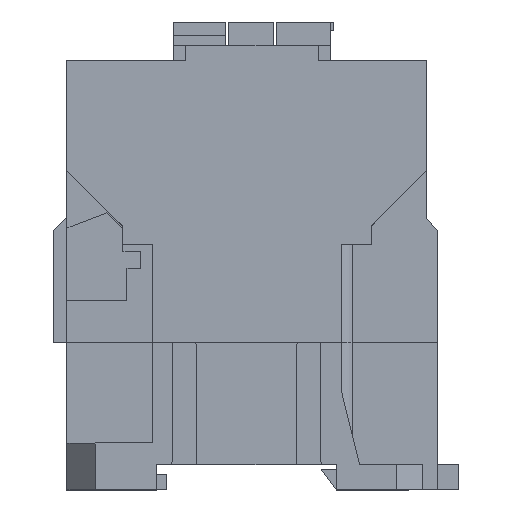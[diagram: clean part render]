
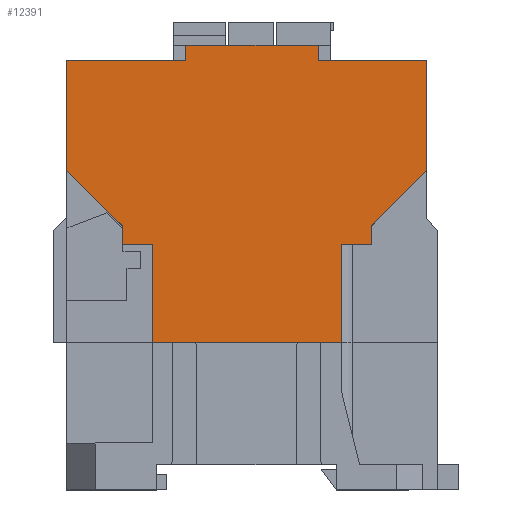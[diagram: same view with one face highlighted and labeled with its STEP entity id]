
A CAD part, top view. The second image highlights one B-rep face of the part: STEP entity #12391.
In plain terms, the highlighted planar face has unit normal (0, 0, 1).
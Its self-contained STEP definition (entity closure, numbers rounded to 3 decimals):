
#51 = LINE ( 'NONE', #1270, #56 ) ;
#54 = VECTOR ( 'NONE', #1277, 1000. ) ;
#56 = VECTOR ( 'NONE', #1274, 1000. ) ;
#57 = LINE ( 'NONE', #1273, #54 ) ;
#138 = LINE ( 'NONE', #1962, #141 ) ;
#141 = VECTOR ( 'NONE', #1964, 1000. ) ;
#148 = LINE ( 'NONE', #1972, #151 ) ;
#150 = LINE ( 'NONE', #1974, #153 ) ;
#151 = VECTOR ( 'NONE', #1973, 1000. ) ;
#153 = VECTOR ( 'NONE', #1976, 1000. ) ;
#164 = LINE ( 'NONE', #1987, #167 ) ;
#167 = VECTOR ( 'NONE', #1988, 1000. ) ;
#840 = CARTESIAN_POINT ( 'NONE',  ( -43.088, 7.906, 26.285 ) ) ;
#841 = CARTESIAN_POINT ( 'NONE',  ( -43.088, 11.606, 26.285 ) ) ;
#842 = CARTESIAN_POINT ( 'NONE',  ( -37.088, 7.906, 26.285 ) ) ;
#844 = CARTESIAN_POINT ( 'NONE',  ( -37.088, -11.694, 26.285 ) ) ;
#884 = CARTESIAN_POINT ( 'NONE',  ( 0.512, 7.906, 26.285 ) ) ;
#935 = CARTESIAN_POINT ( 'NONE',  ( -54.288, 44.706, 26.285 ) ) ;
#937 = CARTESIAN_POINT ( 'NONE',  ( -54.288, 22.606, 26.285 ) ) ;
#969 = CARTESIAN_POINT ( 'NONE',  ( 17.512, 22.606, 26.285 ) ) ;
#970 = CARTESIAN_POINT ( 'NONE',  ( 17.512, 44.706, 26.285 ) ) ;
#983 = CARTESIAN_POINT ( 'NONE',  ( 6.512, 7.906, 26.285 ) ) ;
#986 = CARTESIAN_POINT ( 'NONE',  ( 6.512, 11.606, 26.285 ) ) ;
#988 = CARTESIAN_POINT ( 'NONE',  ( -4.088, 47.706, 26.285 ) ) ;
#993 = CARTESIAN_POINT ( 'NONE',  ( -4.088, 44.706, 26.285 ) ) ;
#994 = CARTESIAN_POINT ( 'NONE',  ( -30.488, 44.706, 26.285 ) ) ;
#995 = CARTESIAN_POINT ( 'NONE',  ( -30.488, 47.706, 26.285 ) ) ;
#1009 = CARTESIAN_POINT ( 'NONE',  ( 0.512, -11.694, 26.285 ) ) ;
#1270 = CARTESIAN_POINT ( 'NONE',  ( -30.488, 47.706, 26.285 ) ) ;
#1273 = CARTESIAN_POINT ( 'NONE',  ( 17.512, 44.706, 26.285 ) ) ;
#1274 = DIRECTION ( 'NONE',  ( 0., -1., 0. ) ) ;
#1277 = DIRECTION ( 'NONE',  ( -1., 0., 0. ) ) ;
#1962 = CARTESIAN_POINT ( 'NONE',  ( -37.088, -66.994, 26.285 ) ) ;
#1964 = DIRECTION ( 'NONE',  ( 0., 1., 0. ) ) ;
#1972 = CARTESIAN_POINT ( 'NONE',  ( -43.088, 7.906, 26.285 ) ) ;
#1973 = DIRECTION ( 'NONE',  ( -1., 0., 0. ) ) ;
#1974 = CARTESIAN_POINT ( 'NONE',  ( -43.088, 11.606, 26.285 ) ) ;
#1976 = DIRECTION ( 'NONE',  ( 0., 1., 0. ) ) ;
#1987 = CARTESIAN_POINT ( 'NONE',  ( -54.288, 22.606, 26.285 ) ) ;
#1988 = DIRECTION ( 'NONE',  ( -0.713, 0.701, 0. ) ) ;
#3692 = ORIENTED_EDGE ( 'NONE', *, *, #9344, .F. ) ;
#3695 = ORIENTED_EDGE ( 'NONE', *, *, #4821, .T. ) ;
#3785 = VERTEX_POINT ( 'NONE', #840 ) ;
#3786 = VERTEX_POINT ( 'NONE', #841 ) ;
#3787 = VERTEX_POINT ( 'NONE', #842 ) ;
#3789 = VERTEX_POINT ( 'NONE', #844 ) ;
#3829 = VERTEX_POINT ( 'NONE', #884 ) ;
#3880 = VERTEX_POINT ( 'NONE', #935 ) ;
#3882 = VERTEX_POINT ( 'NONE', #937 ) ;
#3914 = VERTEX_POINT ( 'NONE', #969 ) ;
#3915 = VERTEX_POINT ( 'NONE', #970 ) ;
#3928 = VERTEX_POINT ( 'NONE', #983 ) ;
#3931 = VERTEX_POINT ( 'NONE', #986 ) ;
#3933 = VERTEX_POINT ( 'NONE', #988 ) ;
#3938 = VERTEX_POINT ( 'NONE', #993 ) ;
#3939 = VERTEX_POINT ( 'NONE', #994 ) ;
#3940 = VERTEX_POINT ( 'NONE', #995 ) ;
#3954 = VERTEX_POINT ( 'NONE', #1009 ) ;
#4818 = EDGE_CURVE ( 'NONE', #3940, #3939, #51, .T. ) ;
#4821 = EDGE_CURVE ( 'NONE', #3939, #3880, #57, .T. ) ;
#4867 = EDGE_CURVE ( 'NONE', #3789, #3787, #138, .T. ) ;
#4872 = EDGE_CURVE ( 'NONE', #3787, #3785, #148, .T. ) ;
#4873 = EDGE_CURVE ( 'NONE', #3785, #3786, #150, .T. ) ;
#4880 = EDGE_CURVE ( 'NONE', #3786, #3882, #164, .T. ) ;
#5341 = ORIENTED_EDGE ( 'NONE', *, *, #9323, .F. ) ;
#5344 = ORIENTED_EDGE ( 'NONE', *, *, #9309, .F. ) ;
#5347 = ORIENTED_EDGE ( 'NONE', *, *, #9613, .F. ) ;
#5348 = ORIENTED_EDGE ( 'NONE', *, *, #4818, .T. ) ;
#6087 = LINE ( 'NONE', #12879, #6090 ) ;
#6090 = VECTOR ( 'NONE', #12881, 1000. ) ;
#6119 = LINE ( 'NONE', #12911, #6122 ) ;
#6122 = VECTOR ( 'NONE', #12913, 1000. ) ;
#6215 = LINE ( 'NONE', #13007, #6218 ) ;
#6218 = VECTOR ( 'NONE', #13008, 1000. ) ;
#6261 = LINE ( 'NONE', #13053, #6264 ) ;
#6264 = VECTOR ( 'NONE', #13054, 1000. ) ;
#6421 = LINE ( 'NONE', #13213, #6424 ) ;
#6424 = VECTOR ( 'NONE', #13214, 1000. ) ;
#7092 = ORIENTED_EDGE ( 'NONE', *, *, #10588, .F. ) ;
#8045 = LINE ( 'NONE', #13604, #8052 ) ;
#8052 = VECTOR ( 'NONE', #13612, 1000. ) ;
#8067 = LINE ( 'NONE', #13618, #8080 ) ;
#8080 = VECTOR ( 'NONE', #13640, 1000. ) ;
#8112 = LINE ( 'NONE', #13671, #8129 ) ;
#8118 = LINE ( 'NONE', #13681, #8121 ) ;
#8121 = VECTOR ( 'NONE', #13682, 1000. ) ;
#8129 = VECTOR ( 'NONE', #13690, 1000. ) ;
#8140 = LINE ( 'NONE', #13703, #8143 ) ;
#8143 = VECTOR ( 'NONE', #13704, 1000. ) ;
#9309 = EDGE_CURVE ( 'NONE', #3940, #3933, #8045, .T. ) ;
#9323 = EDGE_CURVE ( 'NONE', #3928, #3829, #8067, .T. ) ;
#9344 = EDGE_CURVE ( 'NONE', #3829, #3954, #8118, .T. ) ;
#9348 = EDGE_CURVE ( 'NONE', #3915, #3938, #8112, .T. ) ;
#9355 = EDGE_CURVE ( 'NONE', #3954, #3789, #8140, .T. ) ;
#9613 = EDGE_CURVE ( 'NONE', #3933, #3938, #6087, .T. ) ;
#10095 = ORIENTED_EDGE ( 'NONE', *, *, #4867, .F. ) ;
#10157 = ORIENTED_EDGE ( 'NONE', *, *, #4872, .F. ) ;
#10224 = ORIENTED_EDGE ( 'NONE', *, *, #4873, .F. ) ;
#10227 = ORIENTED_EDGE ( 'NONE', *, *, #4880, .F. ) ;
#10328 = EDGE_LOOP ( 'NONE', ( #14220, #3692, #5341, #14259, #7092, #14225, #14230, #5347, #5344, #5348, #3695, #16673, #10227, #10224, #10157, #10095 ) ) ;
#10485 = FACE_OUTER_BOUND ( 'NONE', #10328, .T. ) ;
#10517 = EDGE_CURVE ( 'NONE', #3931, #3928, #6119, .T. ) ;
#10565 = EDGE_CURVE ( 'NONE', #3914, #3915, #6215, .T. ) ;
#10588 = EDGE_CURVE ( 'NONE', #3914, #3931, #6261, .T. ) ;
#10668 = EDGE_CURVE ( 'NONE', #3880, #3882, #6421, .T. ) ;
#12136 = AXIS2_PLACEMENT_3D ( 'NONE', #16523, #16524, #16525 ) ;
#12391 = ADVANCED_FACE ( 'NONE', ( #10485 ), #16503, .T. ) ;
#12879 = CARTESIAN_POINT ( 'NONE',  ( -4.088, 47.706, 26.285 ) ) ;
#12881 = DIRECTION ( 'NONE',  ( 0., -1., 0. ) ) ;
#12911 = CARTESIAN_POINT ( 'NONE',  ( 6.512, 7.906, 26.285 ) ) ;
#12913 = DIRECTION ( 'NONE',  ( 0., -1., 0. ) ) ;
#13007 = CARTESIAN_POINT ( 'NONE',  ( 17.512, 13.306, 26.285 ) ) ;
#13008 = DIRECTION ( 'NONE',  ( 0., 1., 0. ) ) ;
#13053 = CARTESIAN_POINT ( 'NONE',  ( 6.512, 11.606, 26.285 ) ) ;
#13054 = DIRECTION ( 'NONE',  ( -0.707, -0.707, 0. ) ) ;
#13213 = CARTESIAN_POINT ( 'NONE',  ( -54.288, 44.706, 26.285 ) ) ;
#13214 = DIRECTION ( 'NONE',  ( 0., -1., 0. ) ) ;
#13604 = CARTESIAN_POINT ( 'NONE',  ( -4.088, 47.706, 26.285 ) ) ;
#13612 = DIRECTION ( 'NONE',  ( 1., 0., 0. ) ) ;
#13618 = CARTESIAN_POINT ( 'NONE',  ( 0.512, 7.906, 26.285 ) ) ;
#13640 = DIRECTION ( 'NONE',  ( -1., 0., 0. ) ) ;
#13671 = CARTESIAN_POINT ( 'NONE',  ( 17.512, 44.706, 26.285 ) ) ;
#13681 = CARTESIAN_POINT ( 'NONE',  ( 0.512, -56.294, 26.285 ) ) ;
#13682 = DIRECTION ( 'NONE',  ( 0., -1., 0. ) ) ;
#13690 = DIRECTION ( 'NONE',  ( -1., 0., 0. ) ) ;
#13703 = CARTESIAN_POINT ( 'NONE',  ( -33.088, -11.694, 26.285 ) ) ;
#13704 = DIRECTION ( 'NONE',  ( -1., 0., 0. ) ) ;
#14220 = ORIENTED_EDGE ( 'NONE', *, *, #9355, .F. ) ;
#14225 = ORIENTED_EDGE ( 'NONE', *, *, #10565, .T. ) ;
#14230 = ORIENTED_EDGE ( 'NONE', *, *, #9348, .T. ) ;
#14259 = ORIENTED_EDGE ( 'NONE', *, *, #10517, .F. ) ;
#16503 = PLANE ( 'NONE',  #12136 ) ;
#16523 = CARTESIAN_POINT ( 'NONE',  ( -17.288, -76.294, 26.285 ) ) ;
#16524 = DIRECTION ( 'NONE',  ( 0., 0., 1. ) ) ;
#16525 = DIRECTION ( 'NONE',  ( 1., 0., 0. ) ) ;
#16673 = ORIENTED_EDGE ( 'NONE', *, *, #10668, .T. ) ;
